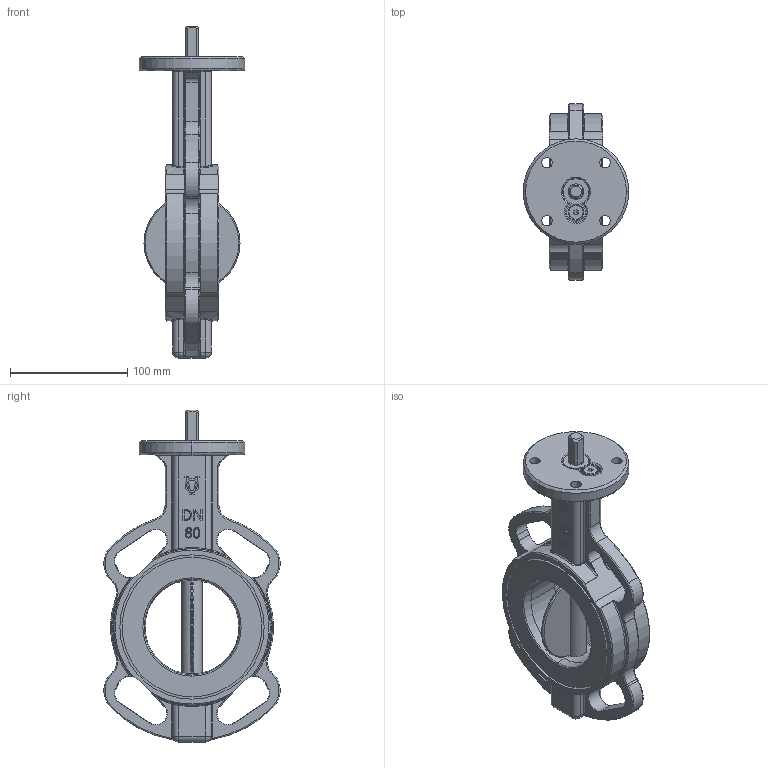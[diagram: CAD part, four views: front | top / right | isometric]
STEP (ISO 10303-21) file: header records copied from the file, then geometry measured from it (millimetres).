
FILE_DESCRIPTION((''),'2;1');
FILE_NAME('W DN 80.stp','2013-09-10T15:48:46',(''),(''),'Mechanical Desktop 2008','Mechanical Desktop 2008',', , ');
FILE_SCHEMA(('CONFIG_CONTROL_DESIGN'));
Length unit declared in the file: millimetre
Products named in the file (1): W DN 80
Bounding box: 90 x 150.03 x 283 mm (x, y, z)
Volume: 688434.4 mm3; surface area: 115443.5 mm2
Topology: 1 solids, 1 shells, 828 faces, 2136 edges, 1321 vertices
Faces by surface type: cylinder 462, plane 181, bspline 85, torus 70, cone 26, sphere 4
Entity records: 30251 total; most frequent: CARTESIAN_POINT 9766, DIRECTION 4540, ORIENTED_EDGE 4238, EDGE_CURVE 2119, AXIS2_PLACEMENT_3D 1833, VERTEX_POINT 1321, CIRCLE 1089, EDGE_LOOP 876
